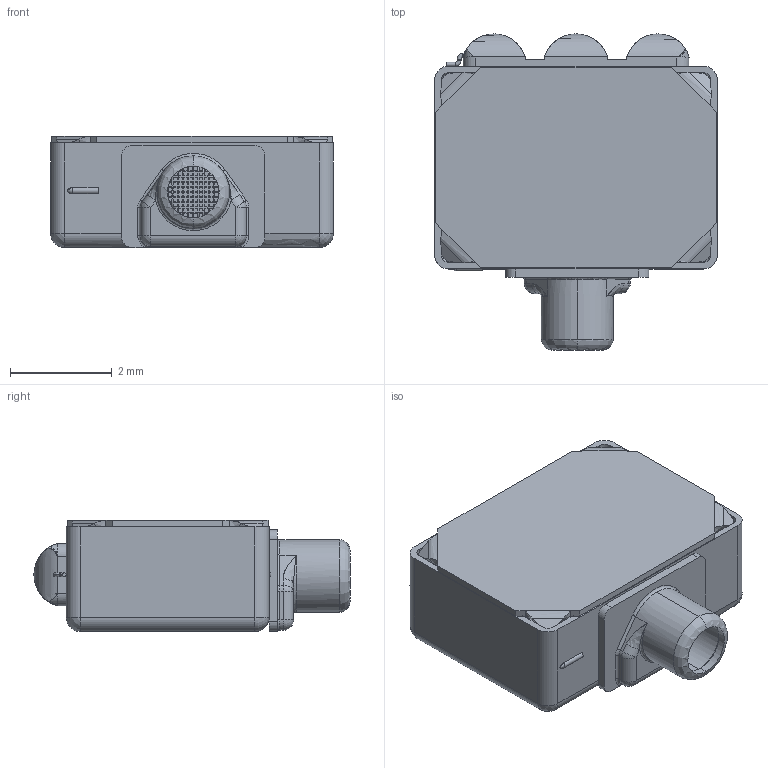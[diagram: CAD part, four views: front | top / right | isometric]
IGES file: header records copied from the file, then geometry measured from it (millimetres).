
Start section:  PTC IGES file: ek-23089-c48_sw.igs
Global section: file name: ek-23089-c48_sw.igs; native system: Creo Parametric by Parametric Technology Corporation; preprocessor: 2012480; author: SSUN; organization: Unknown; date: 20140404.093142; units: inch
Bounding box: 5.56 x 6.22 x 2.18 mm (x, y, z)
Surface area: 183.6 mm2 (no closed solid volume)
Topology: 0 solids, 0 shells, 716 faces, 3934 edges, 3931 vertices
Faces by surface type: bspline 565, revolution 151
